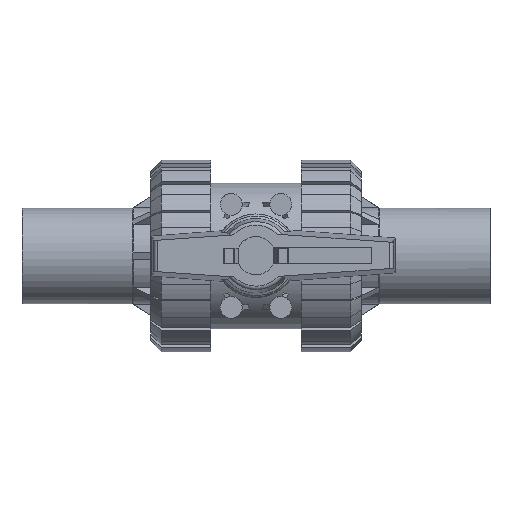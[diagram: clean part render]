
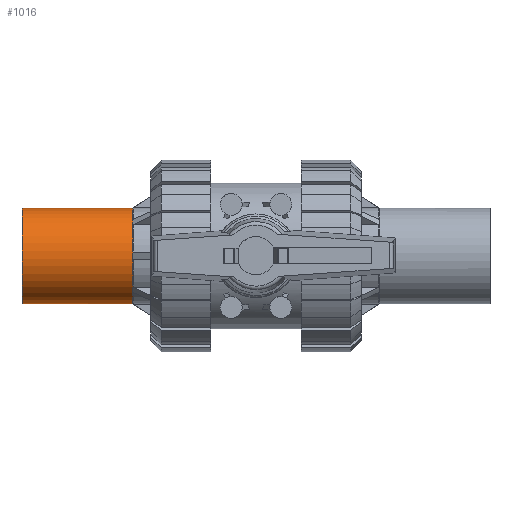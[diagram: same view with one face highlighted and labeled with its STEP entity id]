
A CAD part, top view. The second image highlights one B-rep face of the part: STEP entity #1016.
In plain terms, the highlighted free-form (B-spline) face has degree [8, 1] with [9, 2] control points.
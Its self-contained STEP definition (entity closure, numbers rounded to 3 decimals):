
#1016=ADVANCED_FACE('',(#2289),#2290,.T.);
#2289=FACE_OUTER_BOUND('',#4442,.T.);
#2290=B_SPLINE_SURFACE_WITH_KNOTS('',8,1,((#4443,#4444),(#4445,#4446),(#4447,#4448),(#4449,#4450),(#4451,#4452),(#4453,#4454),(#4455,#4456),(#4457,#4458),(#4459,#4460)),.UNSPECIFIED.,.F.,.F.,.F.,(9,9),(2,2),(-6.284,-3.141),(14499.977,14557.979),.UNSPECIFIED.);
#4442=EDGE_LOOP('',(#7395,#7396,#7397,#7398));
#4443=CARTESIAN_POINT('',(-122.751,25.,55.975));
#4444=CARTESIAN_POINT('',(-64.749,25.1,55.975));
#4445=CARTESIAN_POINT('',(-122.751,25.01,65.799));
#4446=CARTESIAN_POINT('',(-64.749,25.11,65.838));
#4447=CARTESIAN_POINT('',(-122.751,20.609,75.627));
#4448=CARTESIAN_POINT('',(-64.749,20.691,75.705));
#4449=CARTESIAN_POINT('',(-122.751,11.797,83.148));
#4450=CARTESIAN_POINT('',(-64.749,11.844,83.256));
#4451=CARTESIAN_POINT('',(-122.751,-0.003,86.052));
#4452=CARTESIAN_POINT('',(-64.749,-0.003,86.172));
#4453=CARTESIAN_POINT('',(-122.751,-11.794,83.148));
#4454=CARTESIAN_POINT('',(-64.749,-11.841,83.256));
#4455=CARTESIAN_POINT('',(-122.751,-20.608,75.627));
#4456=CARTESIAN_POINT('',(-64.749,-20.691,75.705));
#4457=CARTESIAN_POINT('',(-122.751,-25.01,65.799));
#4458=CARTESIAN_POINT('',(-64.749,-25.11,65.838));
#4459=CARTESIAN_POINT('',(-122.751,-25.,55.975));
#4460=CARTESIAN_POINT('',(-64.749,-25.1,55.975));
#7395=ORIENTED_EDGE('',*,*,#11403,.T.);
#7396=ORIENTED_EDGE('',*,*,#11394,.T.);
#7397=ORIENTED_EDGE('',*,*,#11405,.T.);
#7398=ORIENTED_EDGE('',*,*,#11407,.F.);
#11394=EDGE_CURVE('',#13698,#13699,#13700,.T.);
#11403=EDGE_CURVE('',#13711,#13698,#13712,.T.);
#11405=EDGE_CURVE('',#13699,#13713,#13715,.T.);
#11407=EDGE_CURVE('',#13711,#13713,#13717,.T.);
#13698=VERTEX_POINT('',#18112);
#13699=VERTEX_POINT('',#18113);
#13700=B_SPLINE_CURVE_WITH_KNOTS('',8,(#18114,#18115,#18116,#18117,#18118,#18119,#18120,#18121,#18122),.UNSPECIFIED.,.F.,.F.,(9,9),(0.,0.078),.UNSPECIFIED.);
#13711=VERTEX_POINT('',#18159);
#13712=LINE('',#18160,#18161);
#13713=VERTEX_POINT('',#18162);
#13715=LINE('',#18172,#18173);
#13717=B_SPLINE_CURVE_WITH_KNOTS('',8,(#18175,#18176,#18177,#18178,#18179,#18180,#18181,#18182,#18183),.UNSPECIFIED.,.F.,.F.,(9,9),(-6.283,-3.142),.UNSPECIFIED.);
#18112=CARTESIAN_POINT('',(-122.75,25.,56.));
#18113=CARTESIAN_POINT('',(-122.75,-25.,56.));
#18114=CARTESIAN_POINT('',(-122.75,25.,56.));
#18115=CARTESIAN_POINT('',(-122.75,25.,65.817));
#18116=CARTESIAN_POINT('',(-122.75,20.595,75.635));
#18117=CARTESIAN_POINT('',(-122.75,11.787,83.145));
#18118=CARTESIAN_POINT('',(-122.75,-0.003,86.045));
#18119=CARTESIAN_POINT('',(-122.75,-11.784,83.145));
#18120=CARTESIAN_POINT('',(-122.75,-20.594,75.635));
#18121=CARTESIAN_POINT('',(-122.75,-25.,65.817));
#18122=CARTESIAN_POINT('',(-122.75,-25.,56.));
#18159=CARTESIAN_POINT('',(-64.75,25.1,56.));
#18160=CARTESIAN_POINT('',(-93.75,25.05,56.));
#18161=VECTOR('',#23349,1000.0);
#18162=CARTESIAN_POINT('',(-64.75,-25.1,56.));
#18172=CARTESIAN_POINT('',(-93.75,-25.05,56.));
#18173=VECTOR('',#23350,1000.0);
#18175=CARTESIAN_POINT('',(-64.75,25.1,56.));
#18176=CARTESIAN_POINT('',(-64.75,25.1,65.857));
#18177=CARTESIAN_POINT('',(-64.75,20.677,75.713));
#18178=CARTESIAN_POINT('',(-64.75,11.834,83.254));
#18179=CARTESIAN_POINT('',(-64.75,-0.003,86.165));
#18180=CARTESIAN_POINT('',(-64.75,-11.831,83.254));
#18181=CARTESIAN_POINT('',(-64.75,-20.677,75.713));
#18182=CARTESIAN_POINT('',(-64.75,-25.1,65.857));
#18183=CARTESIAN_POINT('',(-64.75,-25.1,56.));
#23349=DIRECTION('',(-1.,-0.002,0.));
#23350=DIRECTION('',(1.,-0.002,0.));
